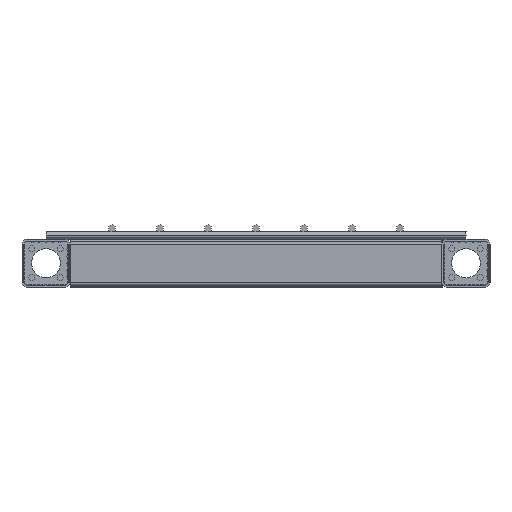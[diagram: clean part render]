
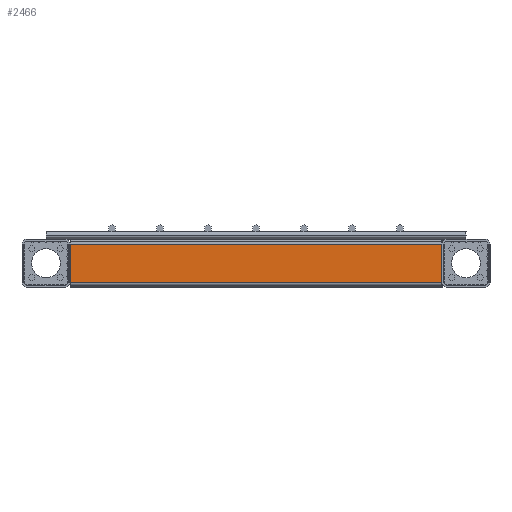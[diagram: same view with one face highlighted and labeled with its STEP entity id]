
A CAD part, left-side view. The second image highlights one B-rep face of the part: STEP entity #2466.
In plain terms, the highlighted planar face has unit normal (-1, 0, 0).
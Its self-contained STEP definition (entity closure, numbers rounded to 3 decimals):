
#639 = EDGE_CURVE ( 'NONE', #2911, #7020, #6198, .T. ) ;
#2303 = VERTEX_POINT ( 'NONE', #14398 ) ;
#2466 = ADVANCED_FACE ( 'NONE', ( #5709 ), #20800, .F. ) ;
#2697 = DIRECTION ( 'NONE',  ( 0., 0., 1. ) ) ;
#2911 = VERTEX_POINT ( 'NONE', #17910 ) ;
#3835 = DIRECTION ( 'NONE',  ( 1., 0., 0. ) ) ;
#5157 = CARTESIAN_POINT ( 'NONE',  ( 0., -185., 2. ) ) ;
#5622 = VECTOR ( 'NONE', #5865, 1000. ) ;
#5643 = EDGE_CURVE ( 'NONE', #7020, #2303, #22197, .T. ) ;
#5709 = FACE_OUTER_BOUND ( 'NONE', #18598, .T. ) ;
#5865 = DIRECTION ( 'NONE',  ( 0., 0., -1. ) ) ;
#6198 = LINE ( 'NONE', #12583, #13790 ) ;
#7020 = VERTEX_POINT ( 'NONE', #12203 ) ;
#8500 = AXIS2_PLACEMENT_3D ( 'NONE', #9500, #3835, #2697 ) ;
#8802 = ORIENTED_EDGE ( 'NONE', *, *, #18333, .F. ) ;
#9267 = LINE ( 'NONE', #10725, #5622 ) ;
#9377 = DIRECTION ( 'NONE',  ( 0., 1., 0. ) ) ;
#9500 = CARTESIAN_POINT ( 'NONE',  ( 0., -185., 2. ) ) ;
#9622 = EDGE_CURVE ( 'NONE', #2303, #11508, #9267, .T. ) ;
#10725 = CARTESIAN_POINT ( 'NONE',  ( 0., -20., 2. ) ) ;
#11171 = LINE ( 'NONE', #5157, #19454 ) ;
#11345 = CARTESIAN_POINT ( 'NONE',  ( 0., -20., 2. ) ) ;
#11508 = VERTEX_POINT ( 'NONE', #11345 ) ;
#12203 = CARTESIAN_POINT ( 'NONE',  ( 0., -175., 18. ) ) ;
#12583 = CARTESIAN_POINT ( 'NONE',  ( 0., -175., 2. ) ) ;
#12699 = DIRECTION ( 'NONE',  ( 0., 1., 0. ) ) ;
#13790 = VECTOR ( 'NONE', #18636, 1000. ) ;
#13981 = ORIENTED_EDGE ( 'NONE', *, *, #9622, .T. ) ;
#14398 = CARTESIAN_POINT ( 'NONE',  ( 0., -20., 18. ) ) ;
#15830 = ORIENTED_EDGE ( 'NONE', *, *, #639, .T. ) ;
#17910 = CARTESIAN_POINT ( 'NONE',  ( 0., -175., 2. ) ) ;
#18333 = EDGE_CURVE ( 'NONE', #2911, #11508, #11171, .T. ) ;
#18598 = EDGE_LOOP ( 'NONE', ( #8802, #15830, #19197, #13981 ) ) ;
#18636 = DIRECTION ( 'NONE',  ( 0., 0., 1. ) ) ;
#19197 = ORIENTED_EDGE ( 'NONE', *, *, #5643, .T. ) ;
#19454 = VECTOR ( 'NONE', #12699, 1000. ) ;
#19545 = CARTESIAN_POINT ( 'NONE',  ( 0., -185., 18. ) ) ;
#20800 = PLANE ( 'NONE',  #8500 ) ;
#22197 = LINE ( 'NONE', #19545, #22714 ) ;
#22714 = VECTOR ( 'NONE', #9377, 1000. ) ;
